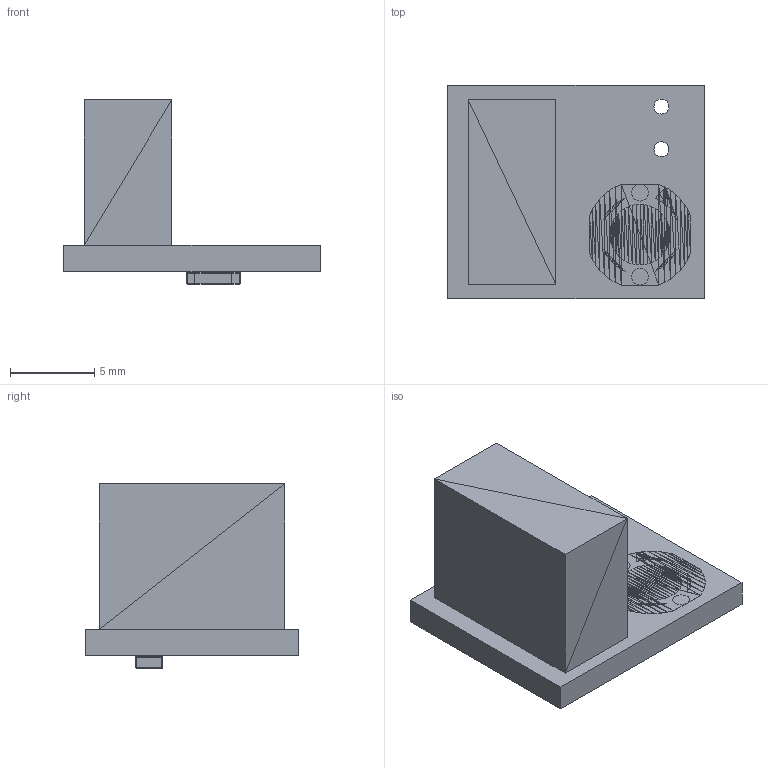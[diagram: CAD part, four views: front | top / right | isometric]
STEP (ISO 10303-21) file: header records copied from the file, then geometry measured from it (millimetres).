
FILE_DESCRIPTION(('for SolidWorks'),'2;1');
FILE_NAME('iiab_shutdown_pcb.step', '2021-08-14T02:41:22',('Robot'),(''),'Open CASCADE STEP processor 6.6' ,'DipTrace','Unknown');
FILE_SCHEMA(('AUTOMOTIVE_DESIGN { 1 0 10303 214 1 1 1 1 }'));
Length unit declared in the file: millimetre
Products named in the file (5): PCB_iiab_shutdown_pcb; Board_iiab_shutdown_pcb; RES_1206_M; RHDRV8W80P254_4X2_1066X508H865_AP1; PANASONIC_EVQ-11Y09K
Assembly tree (4 placements, depth 2):
  PCB_iiab_shutdown_pcb
    Board_iiab_shutdown_pcb
    RES_1206_M
    RHDRV8W80P254_4X2_1066X508H865_AP1
    PANASONIC_EVQ-11Y09K
Bounding box: 15.24 x 12.7 x 10.96 mm (x, y, z)
Volume: 290.5 mm3; surface area: 1022 mm2
Topology: 4 solids, 520 shells, 580 faces, 1700 edges, 1636 vertices
Faces by surface type: plane 540, cylinder 32, sphere 8
Full cylindrical faces by diameter (mm): 0.889 x2, 1 x2, 1.28 x8
Entity records: 18469 total; most frequent: CARTESIAN_POINT 3913, DIRECTION 2926, ORIENTED_EDGE 1836, EDGE_CURVE 1692, VERTEX_POINT 1636, LINE 1628, VECTOR 1628, AXIS2_PLACEMENT_3D 649
